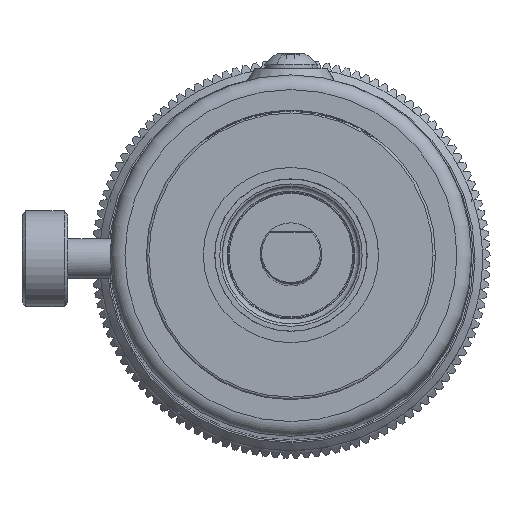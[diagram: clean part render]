
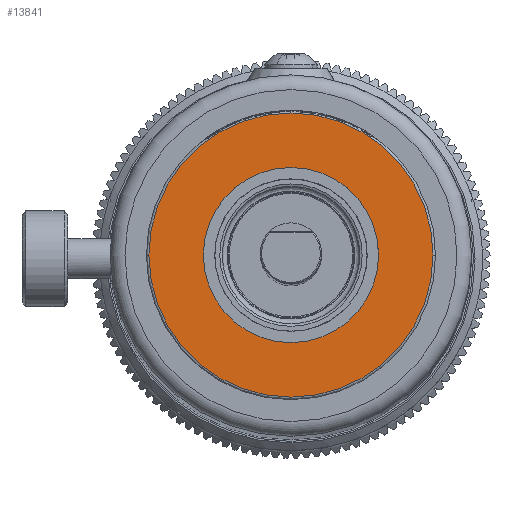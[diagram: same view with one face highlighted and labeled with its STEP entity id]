
A CAD part, top view. The second image highlights one B-rep face of the part: STEP entity #13841.
In plain terms, the highlighted face is planar.
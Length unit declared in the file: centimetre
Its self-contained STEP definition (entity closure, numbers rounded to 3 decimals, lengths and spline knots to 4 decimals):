
#2275=PLANE('',#44930);
#2726=CIRCLE('',#44851,0.9081);
#2733=CIRCLE('',#44861,1.4732);
#2777=CIRCLE('',#44931,1.4732);
#2962=VERTEX_POINT('',#16868);
#2967=VERTEX_POINT('',#16882);
#2968=VERTEX_POINT('',#16884);
#5058=EDGE_CURVE('',#2962,#2962,#2726,.T.);
#5065=EDGE_CURVE('',#2968,#2967,#2733,.T.);
#5307=EDGE_CURVE('',#2967,#2968,#2777,.T.);
#7620=ORIENTED_EDGE('',*,*,#5058,.T.);
#7621=ORIENTED_EDGE('',*,*,#5065,.T.);
#7622=ORIENTED_EDGE('',*,*,#5307,.T.);
#11996=EDGE_LOOP('',(#7620));
#11997=EDGE_LOOP('',(#7621,#7622));
#12934=FACE_BOUND('',#11996,.T.);
#12935=FACE_BOUND('',#11997,.T.);
#13841=ADVANCED_FACE('',(#12934,#12935),#2275,.T.);
#14781=DIRECTION('',(0.,0.,1.));
#14782=DIRECTION('',(-0.908,0.,0.));
#14798=DIRECTION('',(0.,0.,-1.));
#14799=DIRECTION('',(-1.473,0.,0.));
#14982=DIRECTION('',(0.,0.,-1.));
#14983=DIRECTION('',(0.,0.,-1.));
#14984=DIRECTION('',(-1.473,0.,0.));
#16867=CARTESIAN_POINT('',(0.,0.,-0.2794));
#16868=CARTESIAN_POINT('',(-0.9081,0.,-0.2794));
#16882=CARTESIAN_POINT('',(1.4732,0.,-0.2794));
#16883=CARTESIAN_POINT('',(0.,0.,-0.2794));
#16884=CARTESIAN_POINT('',(-1.4732,0.,-0.2794));
#18867=CARTESIAN_POINT('',(-0.8522,0.,-0.2794));
#18868=CARTESIAN_POINT('',(0.,0.,-0.2794));
#44851=AXIS2_PLACEMENT_3D('',#16867,#14781,#14782);
#44861=AXIS2_PLACEMENT_3D('',#16883,#14798,#14799);
#44930=AXIS2_PLACEMENT_3D('',#18867,#14982,$);
#44931=AXIS2_PLACEMENT_3D('',#18868,#14983,#14984);
